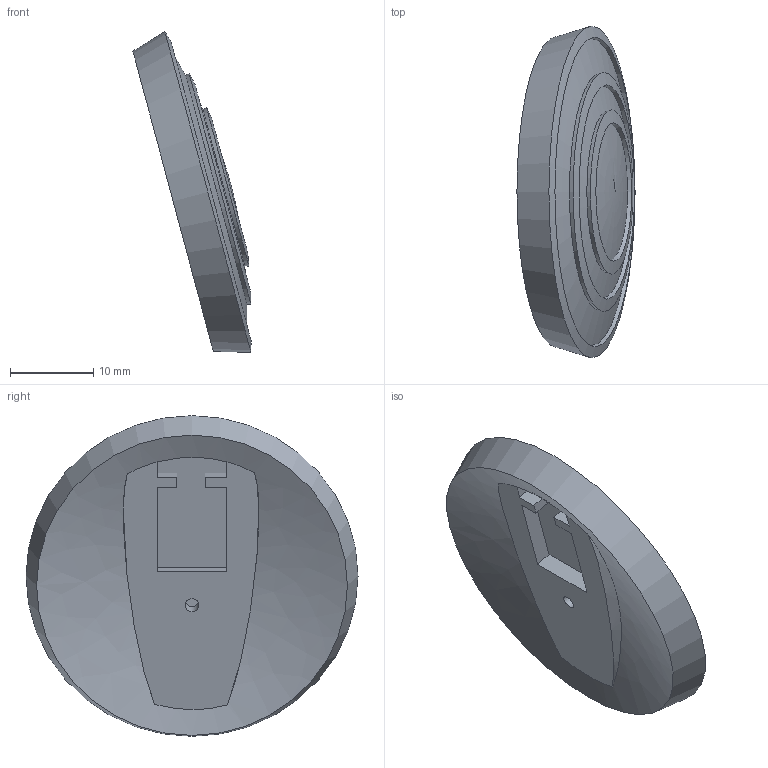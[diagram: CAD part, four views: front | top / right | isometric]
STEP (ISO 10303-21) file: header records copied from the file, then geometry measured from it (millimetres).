
FILE_DESCRIPTION(/* description */ (''),/* implementation_level */ '2;1');
FILE_NAME(/* name */ '',/* time_stamp */ '2023-01-14T21:59:04+08:00',/* author */ (''),/* organization */ (''),/* preprocessor_version */ 'ST-DEVELOPER v19.2',/* originating_system */ 'Autodesk Translation Framework v11.17.0.187',/* authorisation */ '');
FILE_SCHEMA (('AUTOMOTIVE_DESIGN { 1 0 10303 214 3 1 1 }'));
Length unit declared in the file: millimetre
Products named in the file (1): 盾_兼容
Bounding box: 14.18 x 39.86 x 38.5 mm (x, y, z)
Volume: 5354.8 mm3; surface area: 3324.2 mm2
Topology: 1 solids, 1 shells, 34 faces, 95 edges, 63 vertices
Faces by surface type: plane 15, bspline 12, cone 6, cylinder 1
Full cylindrical faces by diameter (mm): 1.623 x1
Entity records: 1775 total; most frequent: CARTESIAN_POINT 927, ORIENTED_EDGE 188, DIRECTION 143, EDGE_CURVE 94, VERTEX_POINT 63, AXIS2_PLACEMENT_3D 48, LINE 47, VECTOR 47
